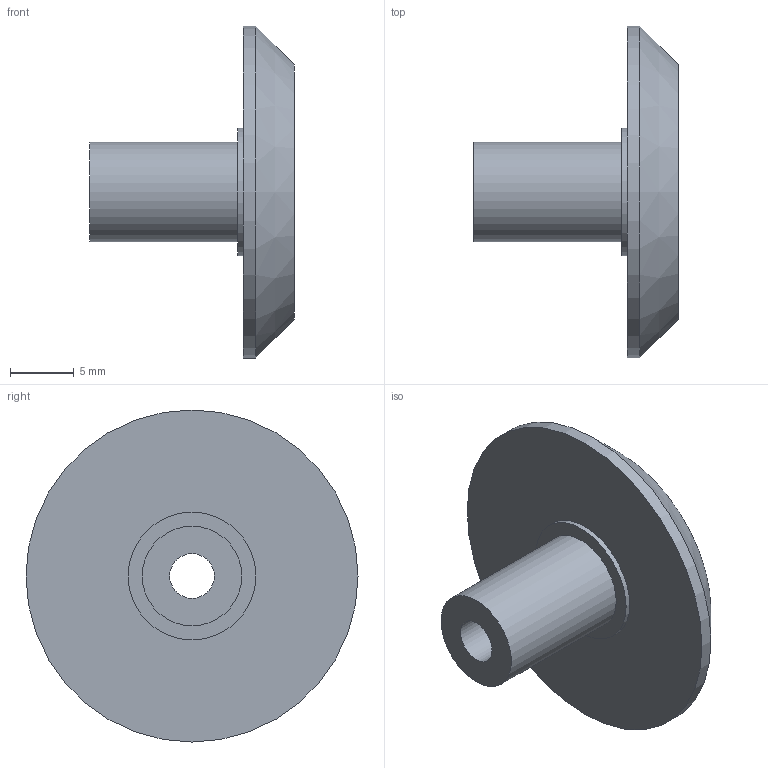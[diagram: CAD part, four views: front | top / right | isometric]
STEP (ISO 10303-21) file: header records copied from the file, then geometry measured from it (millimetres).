
FILE_DESCRIPTION(/* description */ (''),/* implementation_level */ '2;1');
FILE_NAME(/* name */ 'JointBolt.step',/* time_stamp */ '2023-06-09T17:15:16-05:00',/* author */ (''),/* organization */ (''),/* preprocessor_version */ 'ST-DEVELOPER v19.2',/* originating_system */ 'Autodesk Translation Framework v12.6.0.85',/* authorisation */ '');
FILE_SCHEMA (('AUTOMOTIVE_DESIGN { 1 0 10303 214 3 1 1 }'));
Length unit declared in the file: millimetre
Products named in the file (3): Arm2 (v11~recovered); Upper Arm; Joint Bolt
Assembly tree (2 placements, depth 3):
  Arm2 (v11~recovered)
    Upper Arm
      Joint Bolt
Bounding box: 16 x 26 x 26 mm (x, y, z)
Volume: 2176.4 mm3; surface area: 1678.9 mm2
Topology: 1 solids, 1 shells, 10 faces, 16 edges, 10 vertices
Faces by surface type: cylinder 4, plane 4, cone 2
Full cylindrical faces by diameter (mm): 3.5 x1, 7.8 x1, 10 x1, 26 x1
Entity records: 332 total; most frequent: DIRECTION 56, CARTESIAN_POINT 41, ORIENTED_EDGE 32, AXIS2_PLACEMENT_3D 25, EDGE_CURVE 16, EDGE_LOOP 14, FACE_OUTER_BOUND 10, CIRCLE 10
